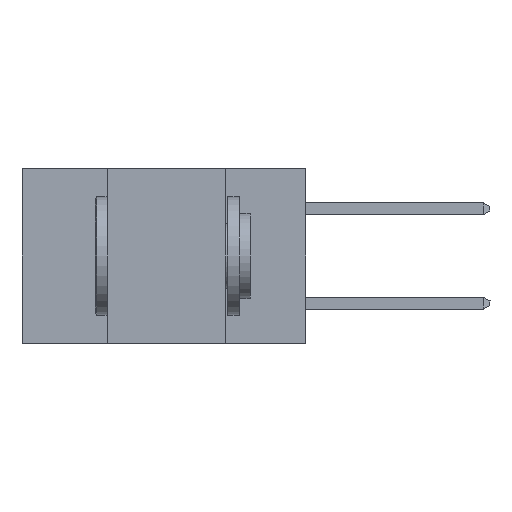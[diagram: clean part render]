
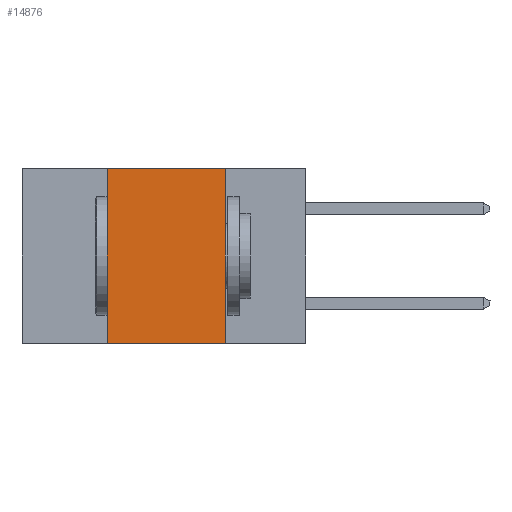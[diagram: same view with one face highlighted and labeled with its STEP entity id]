
A CAD part, left-side view. The second image highlights one B-rep face of the part: STEP entity #14876.
In plain terms, the highlighted planar face has unit normal (-1, 0, 0).
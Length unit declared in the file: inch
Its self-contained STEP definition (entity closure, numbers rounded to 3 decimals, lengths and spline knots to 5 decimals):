
#23 = VERTEX_POINT ( 'NONE', #8180 ) ;
#265 = ORIENTED_EDGE ( 'NONE', *, *, #2744, .F. ) ;
#396 = AXIS2_PLACEMENT_3D ( 'NONE', #8557, #11237, #11058 ) ;
#398 = PLANE ( 'NONE',  #396 ) ;
#471 = VERTEX_POINT ( 'NONE', #2305 ) ;
#1076 = CARTESIAN_POINT ( 'NONE',  ( 0., 0.42, 0. ) ) ;
#2305 = CARTESIAN_POINT ( 'NONE',  ( 0., 0.42, -0.37 ) ) ;
#2744 = EDGE_CURVE ( 'NONE', #7249, #3508, #3132, .T. ) ;
#3132 = LINE ( 'NONE', #14433, #10287 ) ;
#3508 = VERTEX_POINT ( 'NONE', #7733 ) ;
#3548 = DIRECTION ( 'NONE',  ( 0., 0., 1. ) ) ;
#3556 = LINE ( 'NONE', #1076, #11558 ) ;
#4459 = EDGE_CURVE ( 'NONE', #471, #23, #4595, .T. ) ;
#4565 = DIRECTION ( 'NONE',  ( 0., -1., 0. ) ) ;
#4595 = LINE ( 'NONE', #9746, #9188 ) ;
#5840 = ORIENTED_EDGE ( 'NONE', *, *, #4459, .T. ) ;
#6116 = DIRECTION ( 'NONE',  ( 0., 0., -1. ) ) ;
#6270 = DIRECTION ( 'NONE',  ( 0., -1., 0. ) ) ;
#6456 = EDGE_LOOP ( 'NONE', ( #12612, #265, #10203, #5840 ) ) ;
#7249 = VERTEX_POINT ( 'NONE', #8648 ) ;
#7733 = CARTESIAN_POINT ( 'NONE',  ( 0., 0.17, 0. ) ) ;
#8180 = CARTESIAN_POINT ( 'NONE',  ( 0., 0.17, -0.37 ) ) ;
#8557 = CARTESIAN_POINT ( 'NONE',  ( 0., 0.6, 0. ) ) ;
#8648 = CARTESIAN_POINT ( 'NONE',  ( 0., 0.42, 0. ) ) ;
#9188 = VECTOR ( 'NONE', #4565, 39.37008 ) ;
#9198 = LINE ( 'NONE', #15345, #14384 ) ;
#9746 = CARTESIAN_POINT ( 'NONE',  ( 0., 0.6, -0.37 ) ) ;
#10203 = ORIENTED_EDGE ( 'NONE', *, *, #16540, .F. ) ;
#10287 = VECTOR ( 'NONE', #6270, 39.37008 ) ;
#11058 = DIRECTION ( 'NONE',  ( 0., 0., -1. ) ) ;
#11156 = EDGE_CURVE ( 'NONE', #3508, #23, #9198, .T. ) ;
#11237 = DIRECTION ( 'NONE',  ( 1., 0., 0. ) ) ;
#11558 = VECTOR ( 'NONE', #3548, 39.37008 ) ;
#12612 = ORIENTED_EDGE ( 'NONE', *, *, #11156, .F. ) ;
#14384 = VECTOR ( 'NONE', #6116, 39.37008 ) ;
#14433 = CARTESIAN_POINT ( 'NONE',  ( 0., 0.6, 0. ) ) ;
#14876 = ADVANCED_FACE ( 'NONE', ( #16218 ), #398, .F. ) ;
#15345 = CARTESIAN_POINT ( 'NONE',  ( 0., 0.17, 0. ) ) ;
#16218 = FACE_OUTER_BOUND ( 'NONE', #6456, .T. ) ;
#16540 = EDGE_CURVE ( 'NONE', #471, #7249, #3556, .T. ) ;
